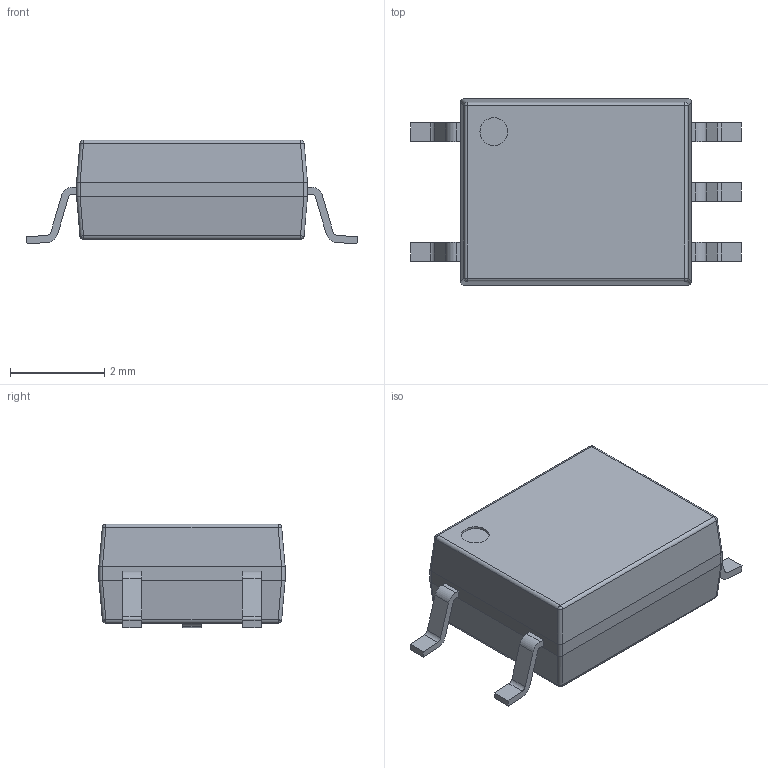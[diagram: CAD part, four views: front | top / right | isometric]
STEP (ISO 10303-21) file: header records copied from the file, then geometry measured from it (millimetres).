
FILE_DESCRIPTION(/* description */ (''),/* implementation_level */ '2;1');
FILE_NAME(/* name */ 'Toshiba - SO-6 11-4L1.step',/* time_stamp */ '2022-07-02T20:16:21+01:00',/* author */ (''),/* organization */ (''),/* preprocessor_version */ 'ST-DEVELOPER v19',/* originating_system */ 'Autodesk Translation Framework v11.7.0.108',/* authorisation */ '');
FILE_SCHEMA (('AUTOMOTIVE_DESIGN { 1 0 10303 214 3 1 1 }'));
Length unit declared in the file: millimetre
Products named in the file (1): Toshiba - SO-6 11-4L1
Bounding box: 7.02 x 3.95 x 2.2 mm (x, y, z)
Volume: 39.9 mm3; surface area: 81.2 mm2
Topology: 1 solids, 1 shells, 109 faces, 279 edges, 178 vertices
Faces by surface type: plane 60, cylinder 41, sphere 8
Full cylindrical faces by diameter (mm): 0.59 x1
Entity records: 3395 total; most frequent: DIRECTION 573, CARTESIAN_POINT 567, ORIENTED_EDGE 558, EDGE_CURVE 279, LINE 205, VECTOR 205, AXIS2_PLACEMENT_3D 184, VERTEX_POINT 178
